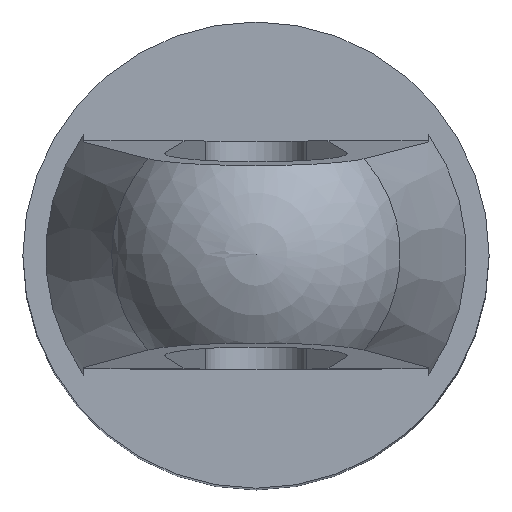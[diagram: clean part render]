
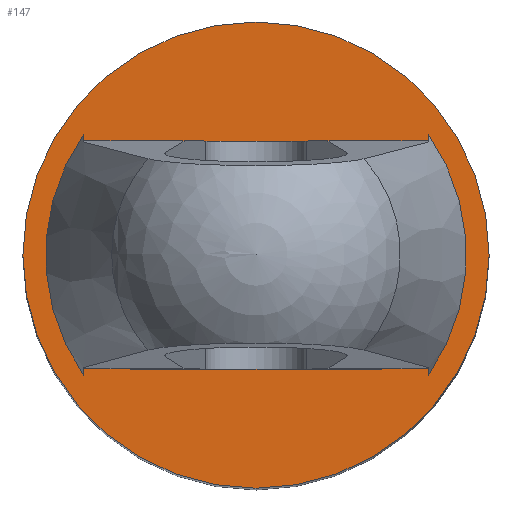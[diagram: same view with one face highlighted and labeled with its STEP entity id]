
A CAD part, top view. The second image highlights one B-rep face of the part: STEP entity #147.
In plain terms, the highlighted planar face has unit normal (0, 0, 1).
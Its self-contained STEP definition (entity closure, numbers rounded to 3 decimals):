
#147 = ADVANCED_FACE( '', ( #297, #298 ), #299, .T. );
#297 = FACE_BOUND( '', #444, .T. );
#298 = FACE_OUTER_BOUND( '', #445, .T. );
#299 = PLANE( '', #446 );
#444 = EDGE_LOOP( '', ( #826, #827, #828, #829, #830, #831 ) );
#445 = EDGE_LOOP( '', ( #832 ) );
#446 = AXIS2_PLACEMENT_3D( '', #833, #834, #835 );
#826 = ORIENTED_EDGE( '', *, *, #1046, .T. );
#827 = ORIENTED_EDGE( '', *, *, #1013, .F. );
#828 = ORIENTED_EDGE( '', *, *, #945, .F. );
#829 = ORIENTED_EDGE( '', *, *, #1020, .T. );
#830 = ORIENTED_EDGE( '', *, *, #961, .T. );
#831 = ORIENTED_EDGE( '', *, *, #1025, .T. );
#832 = ORIENTED_EDGE( '', *, *, #1049, .F. );
#833 = CARTESIAN_POINT( '', ( -1.675, 0., 5. ) );
#834 = DIRECTION( '', ( 0., 0., 1. ) );
#835 = DIRECTION( '', ( 1., 0., 0. ) );
#945 = EDGE_CURVE( '', #1153, #1060, #1154, .T. );
#961 = EDGE_CURVE( '', #1172, #1066, #1177, .T. );
#1013 = EDGE_CURVE( '', #1060, #1252, #1253, .T. );
#1020 = EDGE_CURVE( '', #1153, #1172, #1261, .T. );
#1025 = EDGE_CURVE( '', #1066, #1265, #1267, .T. );
#1046 = EDGE_CURVE( '', #1265, #1252, #1290, .T. );
#1049 = EDGE_CURVE( '', #1293, #1293, #1294, .T. );
#1060 = VERTEX_POINT( '', #1305 );
#1066 = VERTEX_POINT( '', #1312 );
#1153 = VERTEX_POINT( '', #1437 );
#1154 = LINE( '', #1438, #1439 );
#1172 = VERTEX_POINT( '', #1464 );
#1177 = LINE( '', #1472, #1473 );
#1252 = VERTEX_POINT( '', #1592 );
#1253 = LINE( '', #1593, #1594 );
#1261 = CIRCLE( '', #1605, 1.675 );
#1265 = VERTEX_POINT( '', #1610 );
#1267 = LINE( '', #1613, #1614 );
#1290 = CIRCLE( '', #1653, 1.675 );
#1293 = VERTEX_POINT( '', #1656 );
#1294 = CIRCLE( '', #1657, 2.3 );
#1305 = CARTESIAN_POINT( '', ( 0., 1.125, 5. ) );
#1312 = CARTESIAN_POINT( '', ( 0., -1.125, 5. ) );
#1437 = CARTESIAN_POINT( '', ( 1.241, 1.125, 5. ) );
#1438 = CARTESIAN_POINT( '', ( 1.7, 1.125, 5. ) );
#1439 = VECTOR( '', #1740, 1000. );
#1464 = CARTESIAN_POINT( '', ( 1.241, -1.125, 5. ) );
#1472 = CARTESIAN_POINT( '', ( 1.7, -1.125, 5. ) );
#1473 = VECTOR( '', #1757, 1000. );
#1592 = CARTESIAN_POINT( '', ( -1.241, 1.125, 5. ) );
#1593 = CARTESIAN_POINT( '', ( 1.7, 1.125, 5. ) );
#1594 = VECTOR( '', #1811, 1000. );
#1605 = AXIS2_PLACEMENT_3D( '', #1818, #1819, #1820 );
#1610 = CARTESIAN_POINT( '', ( -1.241, -1.125, 5. ) );
#1613 = CARTESIAN_POINT( '', ( 1.7, -1.125, 5. ) );
#1614 = VECTOR( '', #1823, 1000. );
#1653 = AXIS2_PLACEMENT_3D( '', #1834, #1835, #1836 );
#1656 = CARTESIAN_POINT( '', ( -2.3, 0., 5. ) );
#1657 = AXIS2_PLACEMENT_3D( '', #1837, #1838, #1839 );
#1740 = DIRECTION( '', ( -1., 0., 0. ) );
#1757 = DIRECTION( '', ( -1., 0., 0. ) );
#1811 = DIRECTION( '', ( -1., 0., 0. ) );
#1818 = CARTESIAN_POINT( '', ( 0., 0., 5. ) );
#1819 = DIRECTION( '', ( 0., 0., -1. ) );
#1820 = DIRECTION( '', ( -1., 0., 0. ) );
#1823 = DIRECTION( '', ( -1., 0., 0. ) );
#1834 = CARTESIAN_POINT( '', ( 0., 0., 5. ) );
#1835 = DIRECTION( '', ( 0., 0., -1. ) );
#1836 = DIRECTION( '', ( -1., 0., 0. ) );
#1837 = CARTESIAN_POINT( '', ( 0., 0., 5. ) );
#1838 = DIRECTION( '', ( 0., 0., -1. ) );
#1839 = DIRECTION( '', ( -1., 0., 0. ) );
